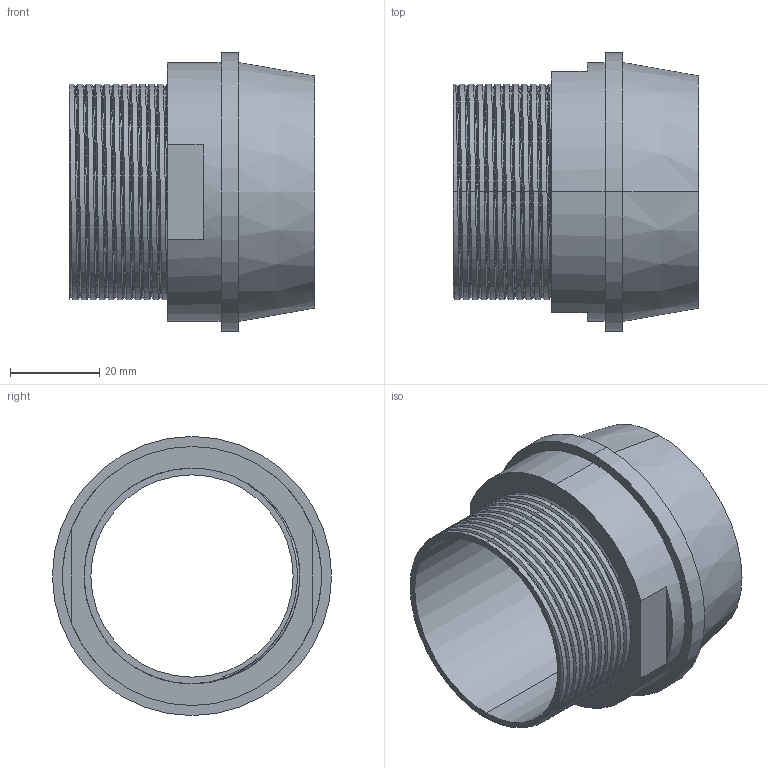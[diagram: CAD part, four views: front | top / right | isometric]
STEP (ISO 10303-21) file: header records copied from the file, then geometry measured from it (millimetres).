
FILE_DESCRIPTION (( 'STEP AP203' ), '1' );
FILE_NAME ('3D_R131-UE_1 1-2_17102470.STEP', '2024-08-15T08:02:05', ( '' ), ( '' ), 'SwSTEP 2.0', 'SolidWorks 2024', '' );
FILE_SCHEMA (( 'CONFIG_CONTROL_DESIGN' ));
Length unit declared in the file: millimetre
Products named in the file (1): 3D_R131-UE_1 1-2_17102470
Bounding box: 55 x 62.5 x 62.5 mm (x, y, z)
Volume: 35113.7 mm3; surface area: 20574.3 mm2
Topology: 1 solids, 1 shells, 46 faces, 119 edges, 78 vertices
Faces by surface type: cylinder 30, plane 10, bspline 4, cone 2
Entity records: 4180 total; most frequent: CARTESIAN_POINT 3113, ORIENTED_EDGE 238, DIRECTION 179, EDGE_CURVE 119, VERTEX_POINT 78, AXIS2_PLACEMENT_3D 68, EDGE_LOOP 51, ADVANCED_FACE 46
